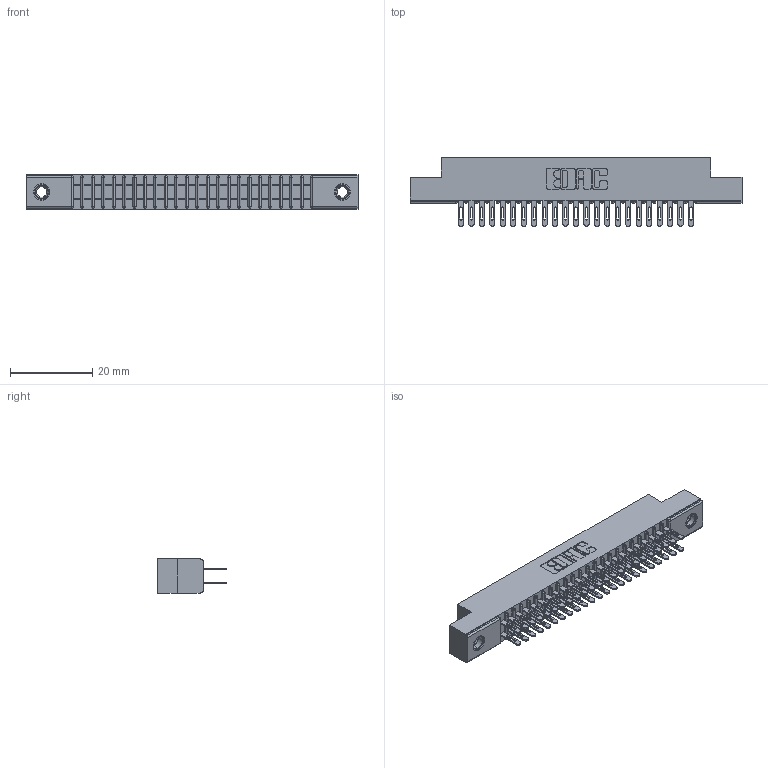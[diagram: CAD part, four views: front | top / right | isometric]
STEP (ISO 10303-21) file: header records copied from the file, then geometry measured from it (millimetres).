
FILE_DESCRIPTION (( 'STEP AP203' ), '1' );
FILE_NAME ('341-046-500-207.STEP', '2018-08-07T03:17:35', ( '' ), ( '' ), 'SwSTEP 2.0', 'SolidWorks 2016', '' );
FILE_SCHEMA (( 'CONFIG_CONTROL_DESIGN' ));
Length unit declared in the file: inch
Products named in the file (4): 341 Part_.156 (3.96) Dia Mounting Holes; 341-292-001_341-292-100; 345-250-001_345-250-005-103; 341-046-500-207
Assembly tree (49 placements, depth 2):
  341-046-500-207
    341 Part_.156 (3.96) Dia Mounting Holes
    341-292-001_341-292-100  x46
    345-250-001_345-250-005-103  x2
Bounding box: 80.64 x 16.69 x 8.38 mm (x, y, z)
Volume: 4634.4 mm3; surface area: 10118.5 mm2
Topology: 49 solids, 49 shells, 3212 faces, 9261 edges, 5994 vertices
Faces by surface type: plane 1848, cylinder 1256, sphere 48, torus 48, cone 12
Entity records: 31559 total; most frequent: CARTESIAN_POINT 5228, ORIENTED_EDGE 5186, DIRECTION 5101, EDGE_CURVE 2593, VECTOR 2067, LINE 2067, VERTEX_POINT 1644, AXIS2_PLACEMENT_3D 1517
